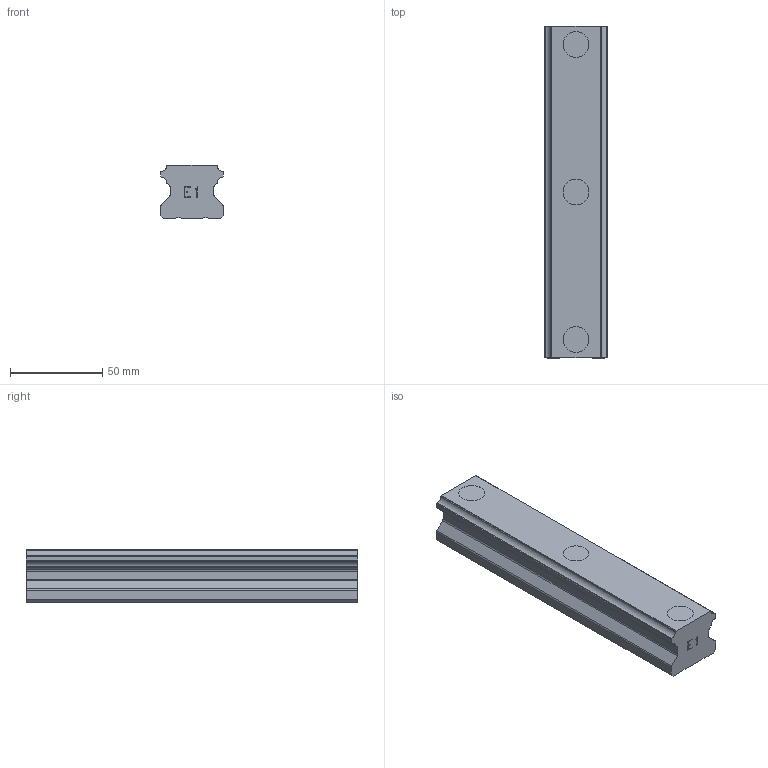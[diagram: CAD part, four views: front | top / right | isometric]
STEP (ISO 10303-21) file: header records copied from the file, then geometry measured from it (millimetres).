
FILE_DESCRIPTION(('STEP AP214'),'1');
FILE_NAME('cctmp_C0AD2573-1DFF-44AF-AFF5-2729EEF344BE_2020_6_30_9_39_44_322..stp','2020-06-30T07:39:44',('HIWIN GmbH'),('CADClick - www.CADClick.com'),'Spatial InterOp 3D',' ','unknown authorization');
FILE_SCHEMA(('AUTOMOTIVE_DESIGN'));
Length unit declared in the file: millimetre
Products named in the file (1): HGR35R180H_FILE
Bounding box: 34 x 180 x 29 mm (x, y, z)
Volume: 145035.4 mm3; surface area: 28521.4 mm2
Topology: 1 solids, 1 shells, 142 faces, 381 edges, 254 vertices
Faces by surface type: plane 102, cylinder 40
Entity records: 5585 total; most frequent: CARTESIAN_POINT 778, ORIENTED_EDGE 762, DIRECTION 747, EDGE_CURVE 381, LINE 301, VECTOR 301, VERTEX_POINT 254, AXIS2_PLACEMENT_3D 223
